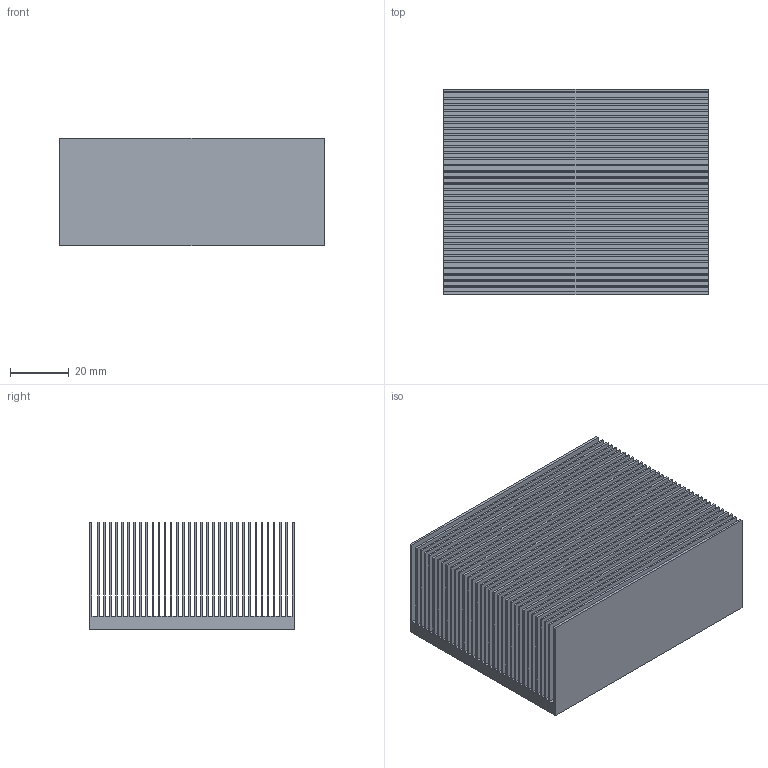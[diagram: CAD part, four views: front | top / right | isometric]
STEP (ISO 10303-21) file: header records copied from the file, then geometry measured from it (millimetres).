
FILE_DESCRIPTION(('FreeCAD Model'),'2;1');
FILE_NAME('Open CASCADE Shape Model','2025-01-15T19:08:30',(''),(''), 'Open CASCADE STEP processor 7.8','FreeCAD','Unknown');
FILE_SCHEMA(('AUTOMOTIVE_DESIGN { 1 0 10303 214 1 1 1 1 }'));
Length unit declared in the file: millimetre
Products named in the file (1): Body
Bounding box: 90 x 70 x 36.6 mm (x, y, z)
Volume: 89460 mm3; surface area: 211256 mm2
Topology: 1 solids, 1 shells, 138 faces, 408 edges, 272 vertices
Faces by surface type: plane 138
Entity records: 4534 total; most frequent: CARTESIAN_POINT 819, ORIENTED_EDGE 816, DIRECTION 686, EDGE_CURVE 408, LINE 408, VECTOR 408, VERTEX_POINT 272, AXIS2_PLACEMENT_3D 139
